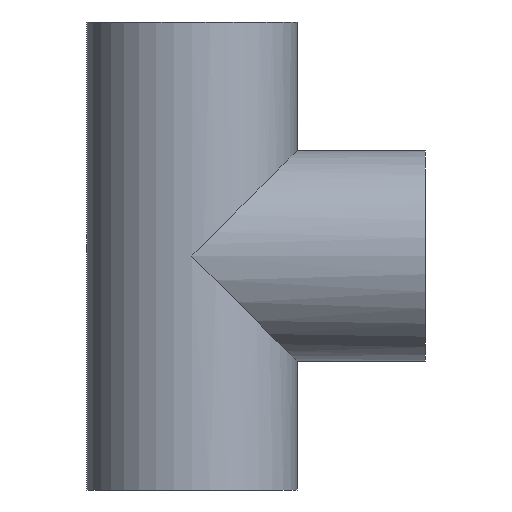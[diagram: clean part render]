
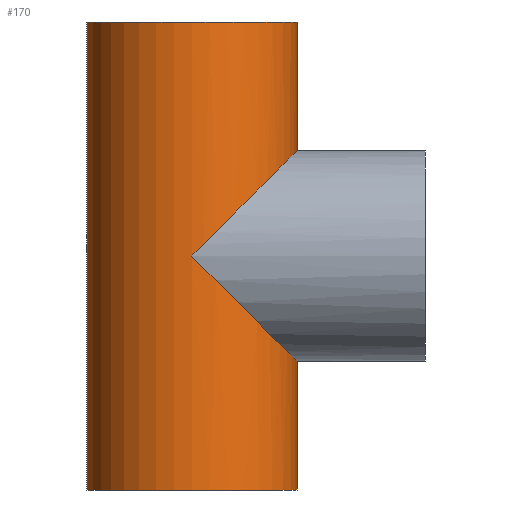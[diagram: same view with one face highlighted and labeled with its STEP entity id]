
A CAD part, front view. The second image highlights one B-rep face of the part: STEP entity #170.
In plain terms, the highlighted cylindrical face has radius 177.5 mm (diameter 355 mm), a partial arc.
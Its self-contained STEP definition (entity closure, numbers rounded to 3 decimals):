
#4 = CIRCLE ( 'NONE', #431, 177.5 ) ;
#12 = AXIS2_PLACEMENT_3D ( 'NONE', #225, #44, #394 ) ;
#21 = CARTESIAN_POINT ( 'NONE',  ( 177.5, 0., 394.5 ) ) ;
#22 = CIRCLE ( 'NONE', #12, 177.5 ) ;
#39 = ORIENTED_EDGE ( 'NONE', *, *, #67, .T. ) ;
#44 = DIRECTION ( 'NONE',  ( 0., 0., 1. ) ) ;
#49 = CARTESIAN_POINT ( 'NONE',  ( 0., -177.5, 0. ) ) ;
#51 = ORIENTED_EDGE ( 'NONE', *, *, #408, .T. ) ;
#67 = EDGE_CURVE ( 'NONE', #68, #449, #419, .T. ) ;
#68 = VERTEX_POINT ( 'NONE', #144 ) ;
#71 = ORIENTED_EDGE ( 'NONE', *, *, #204, .F. ) ;
#74 = CARTESIAN_POINT ( 'NONE',  ( 177.5, -103.977, 177.5 ) ) ;
#81 = ORIENTED_EDGE ( 'NONE', *, *, #432, .F. ) ;
#86 = EDGE_CURVE ( 'NONE', #288, #416, #243, .T. ) ;
#105 = DIRECTION ( 'NONE',  ( 0., 0., -1. ) ) ;
#112 = CARTESIAN_POINT ( 'NONE',  ( -177.5, 0., 394.5 ) ) ;
#115 = DIRECTION ( 'NONE',  ( 0., 0., 1. ) ) ;
#117 = FACE_OUTER_BOUND ( 'NONE', #352, .T. ) ;
#128 = DIRECTION ( 'NONE',  ( 0., 0., -1. ) ) ;
#133 = VECTOR ( 'NONE', #105, 1000. ) ;
#141 = VERTEX_POINT ( 'NONE', #224 ) ;
#144 = CARTESIAN_POINT ( 'NONE',  ( -177.5, 0., 394.5 ) ) ;
#149 = CARTESIAN_POINT ( 'NONE',  ( 103.977, -177.5, -103.977 ) ) ;
#152 =( BOUNDED_CURVE ( )  B_SPLINE_CURVE ( 3, ( #49, #149, #290, #428 ),
 .UNSPECIFIED., .F., .T. ) 
 B_SPLINE_CURVE_WITH_KNOTS ( ( 4, 4 ),
 ( 4.712, 6.283 ),
 .UNSPECIFIED. ) 
 CURVE ( )  GEOMETRIC_REPRESENTATION_ITEM ( )  RATIONAL_B_SPLINE_CURVE ( ( 1., 0.805, 0.805, 1. ) ) 
 REPRESENTATION_ITEM ( '' )  );
#159 = LINE ( 'NONE', #389, #392 ) ;
#164 = AXIS2_PLACEMENT_3D ( 'NONE', #257, #128, #361 ) ;
#170 = ADVANCED_FACE ( 'NONE', ( #117 ), #370, .T. ) ;
#181 = VERTEX_POINT ( 'NONE', #222 ) ;
#183 = DIRECTION ( 'NONE',  ( 1., 0., 0. ) ) ;
#204 = EDGE_CURVE ( 'NONE', #181, #141, #435, .T. ) ;
#218 = DIRECTION ( 'NONE',  ( 0., 0., -1. ) ) ;
#222 = CARTESIAN_POINT ( 'NONE',  ( 177.5, 0., -177.5 ) ) ;
#224 = CARTESIAN_POINT ( 'NONE',  ( 177.5, 0., -394.5 ) ) ;
#225 = CARTESIAN_POINT ( 'NONE',  ( 0., 0., 394.5 ) ) ;
#243 =( BOUNDED_CURVE ( )  B_SPLINE_CURVE ( 3, ( #391, #74, #423, #348 ),
 .UNSPECIFIED., .F., .F. ) 
 B_SPLINE_CURVE_WITH_KNOTS ( ( 4, 4 ),
 ( 3.142, 4.712 ),
 .UNSPECIFIED. ) 
 CURVE ( )  GEOMETRIC_REPRESENTATION_ITEM ( )  RATIONAL_B_SPLINE_CURVE ( ( 1., 0.805, 0.805, 1. ) ) 
 REPRESENTATION_ITEM ( '' )  );
#245 = ORIENTED_EDGE ( 'NONE', *, *, #86, .F. ) ;
#252 = CARTESIAN_POINT ( 'NONE',  ( 0., 0., -394.5 ) ) ;
#254 = CARTESIAN_POINT ( 'NONE',  ( 0., -177.5, 0. ) ) ;
#257 = CARTESIAN_POINT ( 'NONE',  ( 0., 0., 394.5 ) ) ;
#259 = CARTESIAN_POINT ( 'NONE',  ( 177.5, 0., 394.5 ) ) ;
#267 = CARTESIAN_POINT ( 'NONE',  ( 177.5, 0., 177.5 ) ) ;
#288 = VERTEX_POINT ( 'NONE', #267 ) ;
#290 = CARTESIAN_POINT ( 'NONE',  ( 177.5, -103.977, -177.5 ) ) ;
#297 = VECTOR ( 'NONE', #401, 1000. ) ;
#313 = ORIENTED_EDGE ( 'NONE', *, *, #446, .F. ) ;
#348 = CARTESIAN_POINT ( 'NONE',  ( 0., -177.5, 0. ) ) ;
#349 = VERTEX_POINT ( 'NONE', #21 ) ;
#352 = EDGE_LOOP ( 'NONE', ( #81, #453, #39, #51, #71, #313, #245 ) ) ;
#361 = DIRECTION ( 'NONE',  ( -1., 0., 0. ) ) ;
#370 = CYLINDRICAL_SURFACE ( 'NONE', #164, 177.5 ) ;
#389 = CARTESIAN_POINT ( 'NONE',  ( 177.5, 0., 394.5 ) ) ;
#391 = CARTESIAN_POINT ( 'NONE',  ( 177.5, 0., 177.5 ) ) ;
#392 = VECTOR ( 'NONE', #218, 1000. ) ;
#394 = DIRECTION ( 'NONE',  ( 1., 0., 0. ) ) ;
#401 = DIRECTION ( 'NONE',  ( 0., 0., -1. ) ) ;
#408 = EDGE_CURVE ( 'NONE', #449, #141, #4, .T. ) ;
#416 = VERTEX_POINT ( 'NONE', #254 ) ;
#419 = LINE ( 'NONE', #112, #133 ) ;
#420 = EDGE_CURVE ( 'NONE', #68, #349, #22, .T. ) ;
#423 = CARTESIAN_POINT ( 'NONE',  ( 103.977, -177.5, 103.977 ) ) ;
#424 = CARTESIAN_POINT ( 'NONE',  ( -177.5, 0., -394.5 ) ) ;
#428 = CARTESIAN_POINT ( 'NONE',  ( 177.5, 0., -177.5 ) ) ;
#431 = AXIS2_PLACEMENT_3D ( 'NONE', #252, #115, #183 ) ;
#432 = EDGE_CURVE ( 'NONE', #349, #288, #159, .T. ) ;
#435 = LINE ( 'NONE', #259, #297 ) ;
#446 = EDGE_CURVE ( 'NONE', #416, #181, #152, .T. ) ;
#449 = VERTEX_POINT ( 'NONE', #424 ) ;
#453 = ORIENTED_EDGE ( 'NONE', *, *, #420, .F. ) ;
